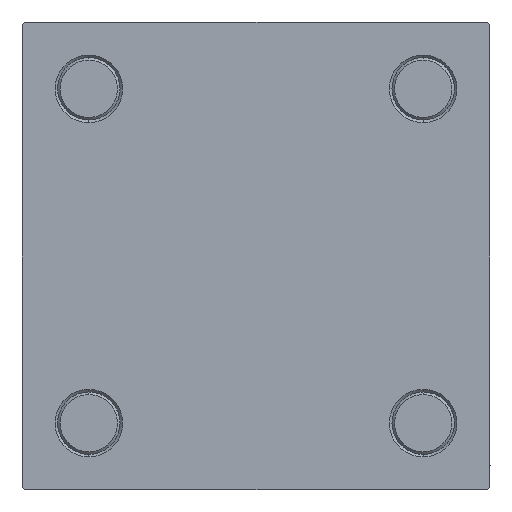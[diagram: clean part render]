
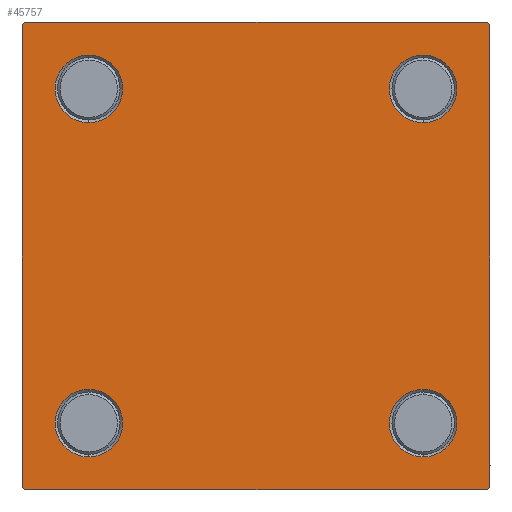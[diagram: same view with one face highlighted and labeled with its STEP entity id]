
A CAD part, left-side view. The second image highlights one B-rep face of the part: STEP entity #45757.
In plain terms, the highlighted planar face has unit normal (-1, 0, 0).
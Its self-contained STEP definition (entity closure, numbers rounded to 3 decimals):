
#87 = VECTOR ( 'NONE', #12310, 1000. ) ;
#169 = LINE ( 'NONE', #23137, #29162 ) ;
#447 = DIRECTION ( 'NONE',  ( 0., 0.707, -0.707 ) ) ;
#494 = CARTESIAN_POINT ( 'NONE',  ( 0., -32.15, 32.15 ) ) ;
#758 = FACE_BOUND ( 'NONE', #22492, .T. ) ;
#1301 = CARTESIAN_POINT ( 'NONE',  ( 0., 32.15, 38.65 ) ) ;
#1373 = ORIENTED_EDGE ( 'NONE', *, *, #19264, .T. ) ;
#1450 = ORIENTED_EDGE ( 'NONE', *, *, #19726, .T. ) ;
#1483 = FACE_BOUND ( 'NONE', #1739, .T. ) ;
#1577 = LINE ( 'NONE', #36658, #13261 ) ;
#1664 = CARTESIAN_POINT ( 'NONE',  ( 0., 32.15, -38.65 ) ) ;
#1739 = EDGE_LOOP ( 'NONE', ( #42820, #26083 ) ) ;
#2404 = EDGE_CURVE ( 'NONE', #9811, #24545, #34143, .T. ) ;
#4291 = CARTESIAN_POINT ( 'NONE',  ( 0., -45., 45. ) ) ;
#4482 = AXIS2_PLACEMENT_3D ( 'NONE', #41359, #25225, #48687 ) ;
#5020 = FACE_OUTER_BOUND ( 'NONE', #30297, .T. ) ;
#6392 = CARTESIAN_POINT ( 'NONE',  ( 0., -32.15, -32.15 ) ) ;
#6576 = LINE ( 'NONE', #41399, #13621 ) ;
#6946 = CIRCLE ( 'NONE', #47240, 6.5 ) ;
#7120 = CARTESIAN_POINT ( 'NONE',  ( 0., 32.15, -32.15 ) ) ;
#7760 = ORIENTED_EDGE ( 'NONE', *, *, #18910, .T. ) ;
#8033 = ORIENTED_EDGE ( 'NONE', *, *, #43807, .T. ) ;
#8036 = CARTESIAN_POINT ( 'NONE',  ( 0., 45., 45. ) ) ;
#8371 = CARTESIAN_POINT ( 'NONE',  ( 0., 32.15, -32.15 ) ) ;
#8536 = CARTESIAN_POINT ( 'NONE',  ( 0., -32.15, 25.65 ) ) ;
#8773 = ORIENTED_EDGE ( 'NONE', *, *, #25008, .T. ) ;
#8853 = VECTOR ( 'NONE', #15160, 1000. ) ;
#8960 = AXIS2_PLACEMENT_3D ( 'NONE', #34119, #29597, #9890 ) ;
#9053 = EDGE_CURVE ( 'NONE', #21392, #46895, #1577, .T. ) ;
#9127 = CIRCLE ( 'NONE', #43791, 6.5 ) ;
#9138 = DIRECTION ( 'NONE',  ( 0., -0.707, -0.707 ) ) ;
#9669 = EDGE_LOOP ( 'NONE', ( #8773, #45977 ) ) ;
#9811 = VERTEX_POINT ( 'NONE', #38028 ) ;
#9890 = DIRECTION ( 'NONE',  ( 0., 0., 1. ) ) ;
#10082 = EDGE_CURVE ( 'NONE', #35927, #47699, #41496, .T. ) ;
#10591 = ORIENTED_EDGE ( 'NONE', *, *, #9053, .T. ) ;
#10625 = EDGE_LOOP ( 'NONE', ( #29834, #24091 ) ) ;
#11290 = EDGE_CURVE ( 'NONE', #37184, #25976, #35920, .T. ) ;
#11498 = VERTEX_POINT ( 'NONE', #12572 ) ;
#11709 = CIRCLE ( 'NONE', #18996, 6.5 ) ;
#12310 = DIRECTION ( 'NONE',  ( 0., 0., -1. ) ) ;
#12488 = VERTEX_POINT ( 'NONE', #33256 ) ;
#12572 = CARTESIAN_POINT ( 'NONE',  ( 0., -32.15, 38.65 ) ) ;
#12780 = LINE ( 'NONE', #43813, #16049 ) ;
#13261 = VECTOR ( 'NONE', #9138, 1000. ) ;
#13621 = VECTOR ( 'NONE', #22244, 1000. ) ;
#14035 = DIRECTION ( 'NONE',  ( 0., 0., 1. ) ) ;
#14511 = CARTESIAN_POINT ( 'NONE',  ( 0., -44.75, 44.75 ) ) ;
#14955 = DIRECTION ( 'NONE',  ( 1., 0., 0. ) ) ;
#15160 = DIRECTION ( 'NONE',  ( 0., 0., -1. ) ) ;
#15445 = CARTESIAN_POINT ( 'NONE',  ( 0., 44.5, -45. ) ) ;
#15899 = DIRECTION ( 'NONE',  ( -1., 0., 0. ) ) ;
#16049 = VECTOR ( 'NONE', #447, 1000. ) ;
#16082 = AXIS2_PLACEMENT_3D ( 'NONE', #18253, #33650, #42445 ) ;
#16260 = CIRCLE ( 'NONE', #8960, 6.5 ) ;
#16890 = CARTESIAN_POINT ( 'NONE',  ( 0., 0., 0. ) ) ;
#17572 = DIRECTION ( 'NONE',  ( 1., 0., 0. ) ) ;
#18009 = DIRECTION ( 'NONE',  ( 1., 0., 0. ) ) ;
#18253 = CARTESIAN_POINT ( 'NONE',  ( 0., 32.15, 32.15 ) ) ;
#18378 = VERTEX_POINT ( 'NONE', #23271 ) ;
#18910 = EDGE_CURVE ( 'NONE', #34930, #18378, #12780, .T. ) ;
#18996 = AXIS2_PLACEMENT_3D ( 'NONE', #494, #27500, #20411 ) ;
#19264 = EDGE_CURVE ( 'NONE', #12488, #36095, #32146, .T. ) ;
#19726 = EDGE_CURVE ( 'NONE', #38605, #38426, #6576, .T. ) ;
#20411 = DIRECTION ( 'NONE',  ( 0., 0., 1. ) ) ;
#21392 = VERTEX_POINT ( 'NONE', #41828 ) ;
#22244 = DIRECTION ( 'NONE',  ( 0., -0.707, 0.707 ) ) ;
#22492 = EDGE_LOOP ( 'NONE', ( #1373, #47508 ) ) ;
#23137 = CARTESIAN_POINT ( 'NONE',  ( 0., 45., 45. ) ) ;
#23267 = DIRECTION ( 'NONE',  ( 0., 0.707, 0.707 ) ) ;
#23271 = CARTESIAN_POINT ( 'NONE',  ( 0., 45., 44.5 ) ) ;
#23702 = CARTESIAN_POINT ( 'NONE',  ( 0., 44.5, 45. ) ) ;
#23778 = DIRECTION ( 'NONE',  ( 1., 0., 0. ) ) ;
#24091 = ORIENTED_EDGE ( 'NONE', *, *, #49904, .T. ) ;
#24545 = VERTEX_POINT ( 'NONE', #1664 ) ;
#25008 = EDGE_CURVE ( 'NONE', #25976, #37184, #26562, .T. ) ;
#25225 = DIRECTION ( 'NONE',  ( 1., 0., 0. ) ) ;
#25976 = VERTEX_POINT ( 'NONE', #1301 ) ;
#26083 = ORIENTED_EDGE ( 'NONE', *, *, #48068, .T. ) ;
#26146 = EDGE_CURVE ( 'NONE', #35927, #38426, #49717, .T. ) ;
#26562 = CIRCLE ( 'NONE', #16082, 6.5 ) ;
#27500 = DIRECTION ( 'NONE',  ( 1., 0., 0. ) ) ;
#29162 = VECTOR ( 'NONE', #39505, 1000. ) ;
#29233 = CARTESIAN_POINT ( 'NONE',  ( 0., 45., -45. ) ) ;
#29316 = AXIS2_PLACEMENT_3D ( 'NONE', #8371, #23778, #39160 ) ;
#29597 = DIRECTION ( 'NONE',  ( 1., 0., 0. ) ) ;
#29834 = ORIENTED_EDGE ( 'NONE', *, *, #2404, .T. ) ;
#30053 = CARTESIAN_POINT ( 'NONE',  ( 0., -45., -44.5 ) ) ;
#30297 = EDGE_LOOP ( 'NONE', ( #46378, #10591, #8033, #1450, #32472, #35418, #38176, #7760 ) ) ;
#30425 = VERTEX_POINT ( 'NONE', #8536 ) ;
#31549 = FACE_BOUND ( 'NONE', #10625, .T. ) ;
#32146 = CIRCLE ( 'NONE', #49858, 6.5 ) ;
#32263 = CARTESIAN_POINT ( 'NONE',  ( 0., 32.15, 25.65 ) ) ;
#32472 = ORIENTED_EDGE ( 'NONE', *, *, #26146, .F. ) ;
#32914 = DIRECTION ( 'NONE',  ( 0., 0., 1. ) ) ;
#33094 = EDGE_CURVE ( 'NONE', #18378, #21392, #46877, .T. ) ;
#33256 = CARTESIAN_POINT ( 'NONE',  ( 0., -32.15, -25.65 ) ) ;
#33650 = DIRECTION ( 'NONE',  ( 1., 0., 0. ) ) ;
#33896 = EDGE_CURVE ( 'NONE', #36095, #12488, #16260, .T. ) ;
#34008 = LINE ( 'NONE', #29233, #38149 ) ;
#34119 = CARTESIAN_POINT ( 'NONE',  ( 0., -32.15, -32.15 ) ) ;
#34140 = EDGE_CURVE ( 'NONE', #34930, #47699, #169, .T. ) ;
#34143 = CIRCLE ( 'NONE', #29316, 6.5 ) ;
#34930 = VERTEX_POINT ( 'NONE', #23702 ) ;
#35084 = FACE_BOUND ( 'NONE', #9669, .T. ) ;
#35418 = ORIENTED_EDGE ( 'NONE', *, *, #10082, .T. ) ;
#35615 = CARTESIAN_POINT ( 'NONE',  ( 0., -44.5, 45. ) ) ;
#35920 = CIRCLE ( 'NONE', #4482, 6.5 ) ;
#35927 = VERTEX_POINT ( 'NONE', #44510 ) ;
#36095 = VERTEX_POINT ( 'NONE', #46996 ) ;
#36658 = CARTESIAN_POINT ( 'NONE',  ( 0., 44.75, -44.75 ) ) ;
#36689 = VECTOR ( 'NONE', #23267, 1000. ) ;
#37184 = VERTEX_POINT ( 'NONE', #32263 ) ;
#38028 = CARTESIAN_POINT ( 'NONE',  ( 0., 32.15, -25.65 ) ) ;
#38149 = VECTOR ( 'NONE', #44602, 1000. ) ;
#38176 = ORIENTED_EDGE ( 'NONE', *, *, #34140, .F. ) ;
#38426 = VERTEX_POINT ( 'NONE', #30053 ) ;
#38605 = VERTEX_POINT ( 'NONE', #40332 ) ;
#39045 = AXIS2_PLACEMENT_3D ( 'NONE', #16890, #15899, #42643 ) ;
#39160 = DIRECTION ( 'NONE',  ( 0., 0., 1. ) ) ;
#39505 = DIRECTION ( 'NONE',  ( 0., -1., 0. ) ) ;
#39833 = PLANE ( 'NONE',  #39045 ) ;
#40332 = CARTESIAN_POINT ( 'NONE',  ( 0., -44.5, -45. ) ) ;
#40528 = CARTESIAN_POINT ( 'NONE',  ( 0., -32.15, 32.15 ) ) ;
#41359 = CARTESIAN_POINT ( 'NONE',  ( 0., 32.15, 32.15 ) ) ;
#41399 = CARTESIAN_POINT ( 'NONE',  ( 0., -44.75, -44.75 ) ) ;
#41496 = LINE ( 'NONE', #14511, #36689 ) ;
#41828 = CARTESIAN_POINT ( 'NONE',  ( 0., 45., -44.5 ) ) ;
#42445 = DIRECTION ( 'NONE',  ( 0., 0., 1. ) ) ;
#42643 = DIRECTION ( 'NONE',  ( 0., 0., 1. ) ) ;
#42747 = EDGE_CURVE ( 'NONE', #11498, #30425, #9127, .T. ) ;
#42820 = ORIENTED_EDGE ( 'NONE', *, *, #42747, .T. ) ;
#43791 = AXIS2_PLACEMENT_3D ( 'NONE', #40528, #17572, #14035 ) ;
#43807 = EDGE_CURVE ( 'NONE', #46895, #38605, #34008, .T. ) ;
#43813 = CARTESIAN_POINT ( 'NONE',  ( 0., 44.75, 44.75 ) ) ;
#44510 = CARTESIAN_POINT ( 'NONE',  ( 0., -45., 44.5 ) ) ;
#44602 = DIRECTION ( 'NONE',  ( 0., -1., 0. ) ) ;
#45757 = ADVANCED_FACE ( 'NONE', ( #1483, #758, #31549, #35084, #5020 ), #39833, .T. ) ;
#45977 = ORIENTED_EDGE ( 'NONE', *, *, #11290, .T. ) ;
#46217 = DIRECTION ( 'NONE',  ( 0., 0., 1. ) ) ;
#46378 = ORIENTED_EDGE ( 'NONE', *, *, #33094, .T. ) ;
#46877 = LINE ( 'NONE', #8036, #87 ) ;
#46895 = VERTEX_POINT ( 'NONE', #15445 ) ;
#46996 = CARTESIAN_POINT ( 'NONE',  ( 0., -32.15, -38.65 ) ) ;
#47240 = AXIS2_PLACEMENT_3D ( 'NONE', #7120, #14955, #46217 ) ;
#47508 = ORIENTED_EDGE ( 'NONE', *, *, #33896, .T. ) ;
#47699 = VERTEX_POINT ( 'NONE', #35615 ) ;
#48068 = EDGE_CURVE ( 'NONE', #30425, #11498, #11709, .T. ) ;
#48687 = DIRECTION ( 'NONE',  ( 0., 0., 1. ) ) ;
#49717 = LINE ( 'NONE', #4291, #8853 ) ;
#49858 = AXIS2_PLACEMENT_3D ( 'NONE', #6392, #18009, #32914 ) ;
#49904 = EDGE_CURVE ( 'NONE', #24545, #9811, #6946, .T. ) ;
